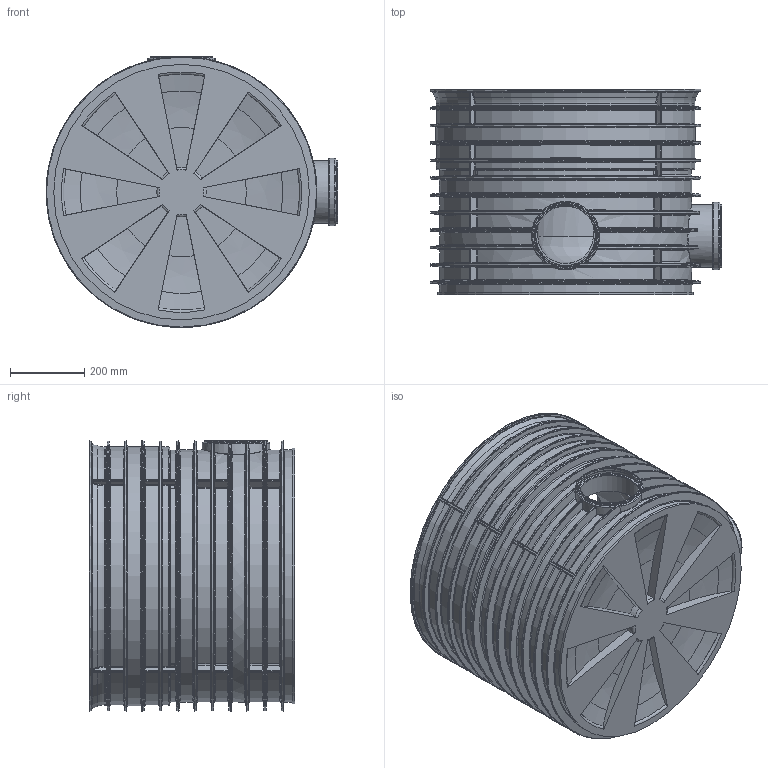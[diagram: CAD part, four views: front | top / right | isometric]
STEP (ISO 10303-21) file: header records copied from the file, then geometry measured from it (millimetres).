
FILE_DESCRIPTION(/* description */ (''),/* implementation_level */ '2;1');
FILE_NAME(/* name */ '661530z.stp',/* time_stamp */ '2024-11-05T11:02:15+01:00',/* author */ ('corinna'),/* organization */ (''),/* preprocessor_version */ 'ST-DEVELOPER v20',/* originating_system */ 'Autodesk Inventor 2024',/* authorisation */ '');
FILE_SCHEMA (('AUTOMOTIVE_DESIGN { 1 0 10303 214 3 1 1 }'));
Length unit declared in the file: millimetre
Products named in the file (3): 661530z; 661530 Schacht DN600 Boden; 661530 Schachtboden DN600 Grundkörper
Assembly tree (2 placements, depth 2):
  661530z
    661530 Schacht DN600 Boden
    661530 Schachtboden DN600 Grundkörper
Bounding box: 787.5 x 554.5 x 731.5 mm (x, y, z)
Volume: 23281846.3 mm3; surface area: 5539295.9 mm2
Topology: 2 solids, 12 shells, 1548 faces, 3720 edges, 2092 vertices
Faces by surface type: bspline 637, cylinder 261, torus 241, plane 152, sphere 134, cone 123
Full cylindrical faces by diameter (mm): 120 x1, 135 x1, 150 x1, 160.5 x2, 160.7 x1, 160.8 x3, 169.5 x1, 169.8 x1, 173.8 x2, 182.8 x1, 640 x1, 650 x1, 666 x2, 681 x2, 685 x1, 690 x1, 700 x1, 731 x4
Entity records: 63637 total; most frequent: CARTESIAN_POINT 32227, ORIENTED_EDGE 7176, DIRECTION 5577, EDGE_CURVE 3588, AXIS2_PLACEMENT_3D 2541, VERTEX_POINT 2092, CIRCLE 1609, EDGE_LOOP 1588
